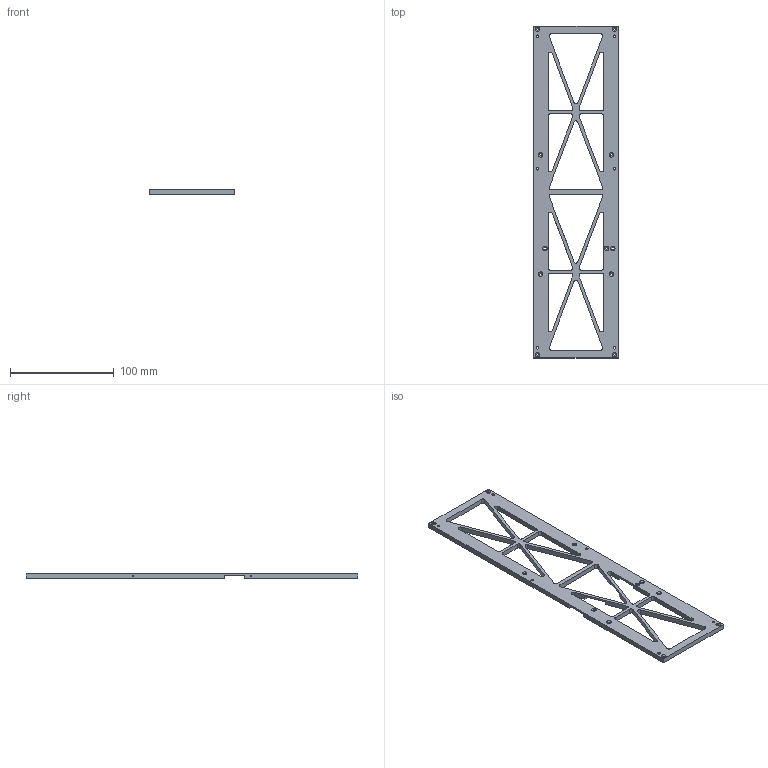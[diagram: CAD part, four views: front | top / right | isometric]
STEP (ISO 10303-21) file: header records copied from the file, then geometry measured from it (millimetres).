
FILE_DESCRIPTION (( 'STEP AP203' ), '1' );
FILE_NAME ('20-M103-C1_Default_sldprt.STEP', '2023-06-05T00:25:42', ( '' ), ( '' ), 'SwSTEP 2.0', 'SolidWorks 2022', '' );
FILE_SCHEMA (( 'CONFIG_CONTROL_DESIGN' ));
Length unit declared in the file: millimetre
Products named in the file (1): 20-M103-C1_Default_sldprt
Bounding box: 80.95 x 319.5 x 4.76 mm (x, y, z)
Volume: 55100.5 mm3; surface area: 37485.9 mm2
Topology: 1 solids, 1 shells, 163 faces, 470 edges, 306 vertices
Faces by surface type: cylinder 86, plane 55, cone 22
Entity records: 5611 total; most frequent: DIRECTION 992, CARTESIAN_POINT 940, ORIENTED_EDGE 940, EDGE_CURVE 470, AXIS2_PLACEMENT_3D 358, VERTEX_POINT 306, VECTOR 276, LINE 276
